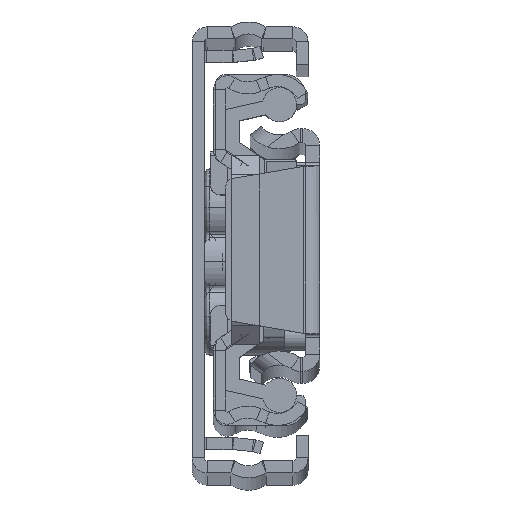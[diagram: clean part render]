
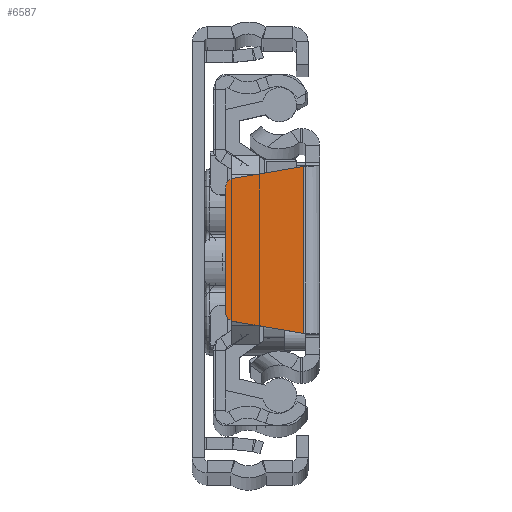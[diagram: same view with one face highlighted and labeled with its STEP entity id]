
A CAD part, top view. The second image highlights one B-rep face of the part: STEP entity #6587.
In plain terms, the highlighted planar face has unit normal (0, 0, 1).
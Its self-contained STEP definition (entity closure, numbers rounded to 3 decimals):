
#42 = CIRCLE ( 'NONE', #15529, 1. ) ;
#369 = CARTESIAN_POINT ( 'NONE',  ( -9.4, 6.156, 0. ) ) ;
#1442 = AXIS2_PLACEMENT_3D ( 'NONE', #16955, #2300, #13659 ) ;
#1584 = ORIENTED_EDGE ( 'NONE', *, *, #3991, .F. ) ;
#1604 = EDGE_CURVE ( 'NONE', #19110, #20043, #1791, .T. ) ;
#1689 = DIRECTION ( 'NONE',  ( 0., -1., 0. ) ) ;
#1791 = LINE ( 'NONE', #5108, #13669 ) ;
#1926 = DIRECTION ( 'NONE',  ( 0., 0., -1. ) ) ;
#2300 = DIRECTION ( 'NONE',  ( 0., 0., -1. ) ) ;
#3256 = ORIENTED_EDGE ( 'NONE', *, *, #8130, .F. ) ;
#3991 = EDGE_CURVE ( 'NONE', #15946, #16641, #20454, .T. ) ;
#5108 = CARTESIAN_POINT ( 'NONE',  ( -1.6, -8.333, 0. ) ) ;
#5725 = CARTESIAN_POINT ( 'NONE',  ( -8.4, 6.156, 0. ) ) ;
#6587 = ADVANCED_FACE ( 'NONE', ( #7703 ), #14303, .F. ) ;
#7703 = FACE_OUTER_BOUND ( 'NONE', #11707, .T. ) ;
#7886 = LINE ( 'NONE', #19564, #14961 ) ;
#8130 = EDGE_CURVE ( 'NONE', #13937, #21286, #42, .T. ) ;
#8656 = DIRECTION ( 'NONE',  ( -1., 0., 0. ) ) ;
#8764 = DIRECTION ( 'NONE',  ( 0., 1., 0. ) ) ;
#9195 = DIRECTION ( 'NONE',  ( 0.986, 0.168, 0. ) ) ;
#9399 = EDGE_CURVE ( 'NONE', #16641, #13937, #18793, .T. ) ;
#9649 = CARTESIAN_POINT ( 'NONE',  ( -8.568, 7.142, 0. ) ) ;
#9934 = VECTOR ( 'NONE', #8764, 1000. ) ;
#10083 = EDGE_CURVE ( 'NONE', #20043, #15946, #10579, .T. ) ;
#10410 = CARTESIAN_POINT ( 'NONE',  ( -9.4, 6.156, 0. ) ) ;
#10513 = ORIENTED_EDGE ( 'NONE', *, *, #16859, .F. ) ;
#10579 = LINE ( 'NONE', #14225, #19745 ) ;
#11707 = EDGE_LOOP ( 'NONE', ( #15204, #10513, #3256, #18718, #1584, #19923 ) ) ;
#12119 = DIRECTION ( 'NONE',  ( -0.986, 0.168, 0. ) ) ;
#12530 = DIRECTION ( 'NONE',  ( -1., 0., 0. ) ) ;
#13659 = DIRECTION ( 'NONE',  ( -1., 0., 0. ) ) ;
#13669 = VECTOR ( 'NONE', #1689, 1000. ) ;
#13937 = VERTEX_POINT ( 'NONE', #369 ) ;
#14225 = CARTESIAN_POINT ( 'NONE',  ( -8.568, -7.142, 0. ) ) ;
#14303 = PLANE ( 'NONE',  #15697 ) ;
#14423 = DIRECTION ( 'NONE',  ( 0., 0., -1. ) ) ;
#14961 = VECTOR ( 'NONE', #9195, 1000. ) ;
#15204 = ORIENTED_EDGE ( 'NONE', *, *, #1604, .F. ) ;
#15529 = AXIS2_PLACEMENT_3D ( 'NONE', #17020, #1926, #8656 ) ;
#15697 = AXIS2_PLACEMENT_3D ( 'NONE', #5725, #14423, #12530 ) ;
#15869 = CARTESIAN_POINT ( 'NONE',  ( -8.568, -7.142, 0. ) ) ;
#15946 = VERTEX_POINT ( 'NONE', #15869 ) ;
#16641 = VERTEX_POINT ( 'NONE', #20333 ) ;
#16859 = EDGE_CURVE ( 'NONE', #21286, #19110, #7886, .T. ) ;
#16955 = CARTESIAN_POINT ( 'NONE',  ( -8.4, -6.156, 0. ) ) ;
#17020 = CARTESIAN_POINT ( 'NONE',  ( -8.4, 6.156, 0. ) ) ;
#18718 = ORIENTED_EDGE ( 'NONE', *, *, #9399, .F. ) ;
#18793 = LINE ( 'NONE', #10410, #9934 ) ;
#19110 = VERTEX_POINT ( 'NONE', #19880 ) ;
#19564 = CARTESIAN_POINT ( 'NONE',  ( -1.5, 8.35, 0. ) ) ;
#19745 = VECTOR ( 'NONE', #12119, 1000. ) ;
#19880 = CARTESIAN_POINT ( 'NONE',  ( -1.6, 8.333, 0. ) ) ;
#19923 = ORIENTED_EDGE ( 'NONE', *, *, #10083, .F. ) ;
#20043 = VERTEX_POINT ( 'NONE', #20870 ) ;
#20333 = CARTESIAN_POINT ( 'NONE',  ( -9.4, -6.156, 0. ) ) ;
#20454 = CIRCLE ( 'NONE', #1442, 1. ) ;
#20870 = CARTESIAN_POINT ( 'NONE',  ( -1.6, -8.333, 0. ) ) ;
#21286 = VERTEX_POINT ( 'NONE', #9649 ) ;
